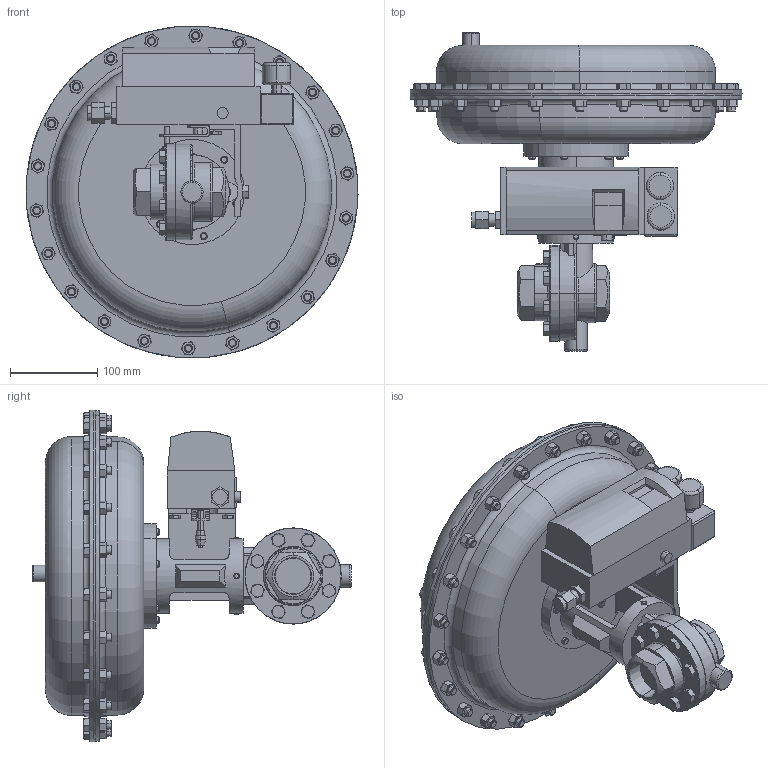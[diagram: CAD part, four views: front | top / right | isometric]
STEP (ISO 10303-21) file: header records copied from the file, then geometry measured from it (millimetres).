
FILE_DESCRIPTION (( 'STEP AP203' ), '1' );
FILE_NAME ('70SP-125-DI+BR-PT-85M-16IQ.STEP', '2017-09-11T18:51:41', ( '' ), ( '' ), 'SwSTEP 2.0', 'SolidWorks 2014', '' );
FILE_SCHEMA (( 'CONFIG_CONTROL_DESIGN' ));
Length unit declared in the file: inch
Products named in the file (1): 70SP-125-DI+BR-PT-85M-16IQ
Bounding box: 380.96 x 365.29 x 380.89 mm (x, y, z)
Volume: 11357325.5 mm3; surface area: 526059.5 mm2
Topology: 1 solids, 1 shells, 1372 faces, 3161 edges, 1906 vertices
Faces by surface type: plane 592, cone 532, cylinder 175, bspline 38, torus 33, sphere 2
Entity records: 49521 total; most frequent: CARTESIAN_POINT 20077, ORIENTED_EDGE 6314, DIRECTION 5700, EDGE_CURVE 3157, AXIS2_PLACEMENT_3D 2279, VERTEX_POINT 1906, EDGE_LOOP 1495, ADVANCED_FACE 1372
